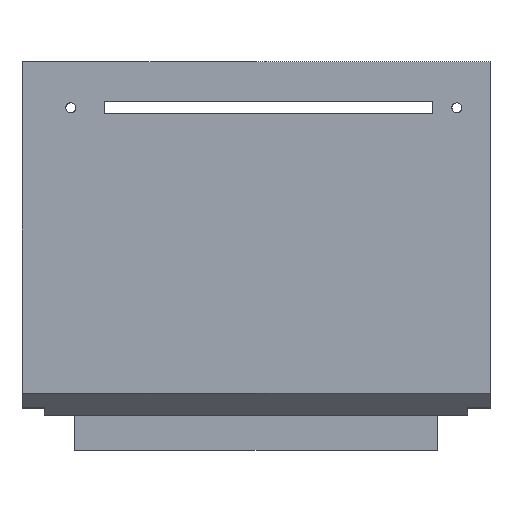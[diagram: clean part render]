
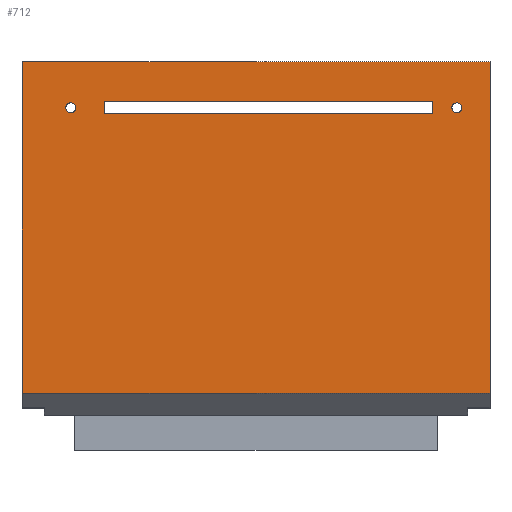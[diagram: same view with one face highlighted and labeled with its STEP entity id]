
A CAD part, front view. The second image highlights one B-rep face of the part: STEP entity #712.
In plain terms, the highlighted free-form (B-spline) face has degree [1, 1] with [2, 2] control points.
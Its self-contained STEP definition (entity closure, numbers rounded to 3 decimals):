
#32=CARTESIAN_POINT('',(58.358,-145.878,10.218));
#33=VERTEX_POINT('',#32);
#58=CARTESIAN_POINT('',(58.358,-145.878,92.957));
#59=VERTEX_POINT('',#58);
#65=CARTESIAN_POINT('',(58.358,-145.878,10.218));
#66=CARTESIAN_POINT('',(58.358,-145.878,92.957));
#67=B_SPLINE_CURVE_WITH_KNOTS('',1,(#65,#66),.UNSPECIFIED.,.F.,.F.,(2,2),(-0.028,0.054),.UNSPECIFIED.);
#68=EDGE_CURVE('',#33,#59,#67,.T.);
#97=CARTESIAN_POINT('',(-58.358,-145.878,10.218));
#98=VERTEX_POINT('',#97);
#104=CARTESIAN_POINT('',(-58.358,-145.878,92.957));
#105=VERTEX_POINT('',#104);
#106=CARTESIAN_POINT('',(-58.358,-145.878,92.957));
#107=CARTESIAN_POINT('',(-58.358,-145.878,10.218));
#108=B_SPLINE_CURVE_WITH_KNOTS('',1,(#106,#107),.UNSPECIFIED.,.F.,.F.,(2,2),(-0.054,0.028),.UNSPECIFIED.);
#109=EDGE_CURVE('',#105,#98,#108,.T.);
#402=CARTESIAN_POINT('',(58.358,-145.878,92.957));
#403=CARTESIAN_POINT('',(-58.358,-145.878,92.957));
#404=B_SPLINE_CURVE_WITH_KNOTS('',1,(#402,#403),.UNSPECIFIED.,.F.,.F.,(2,2),(-0.058,0.058),.UNSPECIFIED.);
#405=EDGE_CURVE('',#59,#105,#404,.T.);
#425=CARTESIAN_POINT('',(43.987,-145.878,82.942));
#426=VERTEX_POINT('',#425);
#432=CARTESIAN_POINT('',(-37.848,-145.878,82.942));
#433=VERTEX_POINT('',#432);
#434=CARTESIAN_POINT('',(-37.848,-145.878,82.942));
#435=CARTESIAN_POINT('',(43.987,-145.878,82.942));
#436=B_SPLINE_CURVE_WITH_KNOTS('',1,(#434,#435),.UNSPECIFIED.,.F.,.F.,(2,2),(0.,0.082),.UNSPECIFIED.);
#437=EDGE_CURVE('',#433,#426,#436,.T.);
#459=CARTESIAN_POINT('',(43.987,-145.878,79.942));
#460=VERTEX_POINT('',#459);
#466=CARTESIAN_POINT('',(43.987,-145.878,82.942));
#467=CARTESIAN_POINT('',(43.987,-145.878,79.942));
#468=B_SPLINE_CURVE_WITH_KNOTS('',1,(#466,#467),.UNSPECIFIED.,.F.,.F.,(2,2),(0.,0.003),.UNSPECIFIED.);
#469=EDGE_CURVE('',#426,#460,#468,.T.);
#487=CARTESIAN_POINT('',(-37.848,-145.878,79.942));
#488=VERTEX_POINT('',#487);
#494=CARTESIAN_POINT('',(43.987,-145.878,79.942));
#495=CARTESIAN_POINT('',(-37.848,-145.878,79.942));
#496=B_SPLINE_CURVE_WITH_KNOTS('',1,(#494,#495),.UNSPECIFIED.,.F.,.F.,(2,2),(0.,0.082),.UNSPECIFIED.);
#497=EDGE_CURVE('',#460,#488,#496,.T.);
#514=CARTESIAN_POINT('',(-37.848,-145.878,79.942));
#515=CARTESIAN_POINT('',(-37.848,-145.878,82.942));
#516=B_SPLINE_CURVE_WITH_KNOTS('',1,(#514,#515),.UNSPECIFIED.,.F.,.F.,(2,2),(0.,0.003),.UNSPECIFIED.);
#517=EDGE_CURVE('',#488,#433,#516,.T.);
#540=CARTESIAN_POINT('',(50.107,-145.878,82.693));
#541=VERTEX_POINT('',#540);
#574=CARTESIAN_POINT('',(51.357,-145.878,81.443));
#575=VERTEX_POINT('',#574);
#576=CARTESIAN_POINT('',(51.357,-145.878,81.443));
#577=CARTESIAN_POINT('',(51.357,-145.878,82.693));
#578=CARTESIAN_POINT('',(50.107,-145.878,82.693));
#579=CARTESIAN_POINT('',(48.857,-145.878,82.693));
#580=CARTESIAN_POINT('',(48.857,-145.878,81.443));
#581=CARTESIAN_POINT('',(48.857,-145.878,80.193));
#582=CARTESIAN_POINT('',(50.107,-145.878,80.193));
#583=CARTESIAN_POINT('',(51.357,-145.878,80.193));
#584=CARTESIAN_POINT('',(51.357,-145.878,81.443));
#585=(BOUNDED_CURVE()
B_SPLINE_CURVE(2,(#576,#577,#578,#579,#580,#581,#582,#583,#584),.UNSPECIFIED.,.T.,.F.)
B_SPLINE_CURVE_WITH_KNOTS((3,2,2,2,3),(0.,1.571,3.142,4.712,6.283),.UNSPECIFIED.)
CURVE()
GEOMETRIC_REPRESENTATION_ITEM()
RATIONAL_B_SPLINE_CURVE((1.,0.707,1.,0.707,1.,0.707,1.,0.707,1.))
REPRESENTATION_ITEM(''));
#586=EDGE_CURVE('',#541,#575,#585,.T.);
#588=CARTESIAN_POINT('',(51.357,-145.878,81.443));
#589=CARTESIAN_POINT('',(51.357,-145.878,82.693));
#590=CARTESIAN_POINT('',(50.107,-145.878,82.693));
#591=CARTESIAN_POINT('',(48.857,-145.878,82.693));
#592=CARTESIAN_POINT('',(48.857,-145.878,81.443));
#593=CARTESIAN_POINT('',(48.857,-145.878,80.193));
#594=CARTESIAN_POINT('',(50.107,-145.878,80.193));
#595=CARTESIAN_POINT('',(51.357,-145.878,80.193));
#596=CARTESIAN_POINT('',(51.357,-145.878,81.443));
#597=(BOUNDED_CURVE()
B_SPLINE_CURVE(2,(#588,#589,#590,#591,#592,#593,#594,#595,#596),.UNSPECIFIED.,.T.,.F.)
B_SPLINE_CURVE_WITH_KNOTS((3,2,2,2,3),(0.,1.571,3.142,4.712,6.283),.UNSPECIFIED.)
CURVE()
GEOMETRIC_REPRESENTATION_ITEM()
RATIONAL_B_SPLINE_CURVE((1.,0.707,1.,0.707,1.,0.707,1.,0.707,1.))
REPRESENTATION_ITEM(''));
#598=EDGE_CURVE('',#575,#541,#597,.T.);
#620=CARTESIAN_POINT('',(-46.195,-145.878,82.693));
#621=VERTEX_POINT('',#620);
#654=CARTESIAN_POINT('',(-44.945,-145.878,81.443));
#655=VERTEX_POINT('',#654);
#656=CARTESIAN_POINT('',(-44.945,-145.878,81.443));
#657=CARTESIAN_POINT('',(-44.945,-145.878,82.693));
#658=CARTESIAN_POINT('',(-46.195,-145.878,82.693));
#659=CARTESIAN_POINT('',(-47.445,-145.878,82.693));
#660=CARTESIAN_POINT('',(-47.445,-145.878,81.443));
#661=CARTESIAN_POINT('',(-47.445,-145.878,80.193));
#662=CARTESIAN_POINT('',(-46.195,-145.878,80.193));
#663=CARTESIAN_POINT('',(-44.945,-145.878,80.193));
#664=CARTESIAN_POINT('',(-44.945,-145.878,81.443));
#665=(BOUNDED_CURVE()
B_SPLINE_CURVE(2,(#656,#657,#658,#659,#660,#661,#662,#663,#664),.UNSPECIFIED.,.T.,.F.)
B_SPLINE_CURVE_WITH_KNOTS((3,2,2,2,3),(0.,1.571,3.142,4.712,6.283),.UNSPECIFIED.)
CURVE()
GEOMETRIC_REPRESENTATION_ITEM()
RATIONAL_B_SPLINE_CURVE((1.,0.707,1.,0.707,1.,0.707,1.,0.707,1.))
REPRESENTATION_ITEM(''));
#666=EDGE_CURVE('',#621,#655,#665,.T.);
#668=CARTESIAN_POINT('',(-44.945,-145.878,81.443));
#669=CARTESIAN_POINT('',(-44.945,-145.878,82.693));
#670=CARTESIAN_POINT('',(-46.195,-145.878,82.693));
#671=CARTESIAN_POINT('',(-47.445,-145.878,82.693));
#672=CARTESIAN_POINT('',(-47.445,-145.878,81.443));
#673=CARTESIAN_POINT('',(-47.445,-145.878,80.193));
#674=CARTESIAN_POINT('',(-46.195,-145.878,80.193));
#675=CARTESIAN_POINT('',(-44.945,-145.878,80.193));
#676=CARTESIAN_POINT('',(-44.945,-145.878,81.443));
#677=(BOUNDED_CURVE()
B_SPLINE_CURVE(2,(#668,#669,#670,#671,#672,#673,#674,#675,#676),.UNSPECIFIED.,.T.,.F.)
B_SPLINE_CURVE_WITH_KNOTS((3,2,2,2,3),(0.,1.571,3.142,4.712,6.283),.UNSPECIFIED.)
CURVE()
GEOMETRIC_REPRESENTATION_ITEM()
RATIONAL_B_SPLINE_CURVE((1.,0.707,1.,0.707,1.,0.707,1.,0.707,1.))
REPRESENTATION_ITEM(''));
#678=EDGE_CURVE('',#655,#621,#677,.T.);
#683=CARTESIAN_POINT('',(-58.358,-145.878,92.957));
#684=CARTESIAN_POINT('',(58.358,-145.878,92.957));
#685=CARTESIAN_POINT('',(-58.358,-145.878,10.218));
#686=CARTESIAN_POINT('',(58.358,-145.878,10.218));
#687=B_SPLINE_SURFACE_WITH_KNOTS('',1,1,((#683,#684),(#685,#686)),.UNSPECIFIED.,.F.,.F.,.U.,(2,2),(2,2),(-0.054,0.028),(-0.058,0.058),.UNSPECIFIED.);
#688=ORIENTED_EDGE('',*,*,#666,.F.);
#689=ORIENTED_EDGE('',*,*,#678,.F.);
#690=EDGE_LOOP('',(#688,#689));
#691=FACE_BOUND('',#690,.T.);
#692=ORIENTED_EDGE('',*,*,#586,.F.);
#693=ORIENTED_EDGE('',*,*,#598,.F.);
#694=EDGE_LOOP('',(#692,#693));
#695=FACE_BOUND('',#694,.T.);
#696=ORIENTED_EDGE('',*,*,#437,.T.);
#697=ORIENTED_EDGE('',*,*,#469,.T.);
#698=ORIENTED_EDGE('',*,*,#497,.T.);
#699=ORIENTED_EDGE('',*,*,#517,.T.);
#700=EDGE_LOOP('',(#696,#697,#698,#699));
#701=FACE_BOUND('',#700,.T.);
#702=ORIENTED_EDGE('',*,*,#109,.T.);
#703=CARTESIAN_POINT('',(-58.358,-145.878,10.218));
#704=CARTESIAN_POINT('',(58.358,-145.878,10.218));
#705=B_SPLINE_CURVE_WITH_KNOTS('',1,(#703,#704),.UNSPECIFIED.,.F.,.F.,(2,2),(-0.058,0.058),.UNSPECIFIED.);
#706=EDGE_CURVE('',#98,#33,#705,.T.);
#707=ORIENTED_EDGE('',*,*,#706,.T.);
#708=ORIENTED_EDGE('',*,*,#68,.T.);
#709=ORIENTED_EDGE('',*,*,#405,.T.);
#710=EDGE_LOOP('',(#702,#707,#708,#709));
#711=FACE_BOUND('',#710,.T.);
#712=ADVANCED_FACE('',(#691,#695,#701,#711),#687,.T.);
